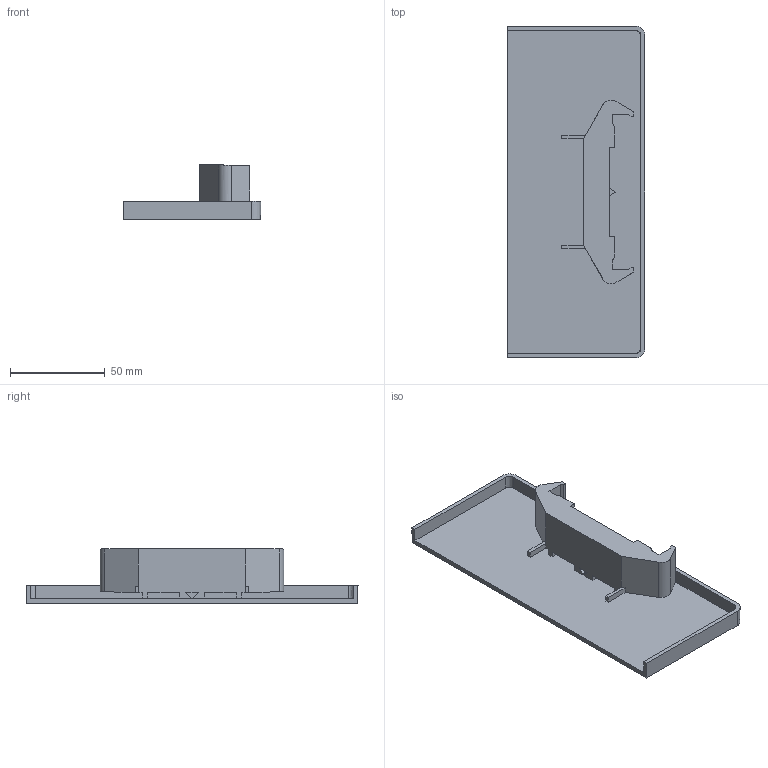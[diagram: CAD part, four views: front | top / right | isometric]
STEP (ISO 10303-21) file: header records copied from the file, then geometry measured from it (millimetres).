
FILE_DESCRIPTION (( 'STEP AP214' ), '1' );
FILE_NAME ('6274774.stp', '2016-06-20T14:22:29', ( '' ), ( '' ), 'SwSTEP 2.0', 'SolidWorks 2014', '' );
FILE_SCHEMA (( 'AUTOMOTIVE_DESIGN' ));
Length unit declared in the file: millimetre
Products named in the file (3): 004359_Standard; 004339_F黵 Zeichnung; 6274774
Assembly tree (2 placements, depth 2):
  6274774
    004339_F黵 Zeichnung
    004359_Standard
Bounding box: 72.67 x 174.93 x 28.89 mm (x, y, z)
Volume: 56097.1 mm3; surface area: 41674 mm2
Topology: 2 solids, 2 shells, 80 faces, 226 edges, 150 vertices
Faces by surface type: plane 69, cylinder 7, cone 4
Entity records: 3532 total; most frequent: CARTESIAN_POINT 503, ORIENTED_EDGE 452, DIRECTION 390, EDGE_CURVE 226, VECTOR 204, LINE 204, VERTEX_POINT 150, AXIS2_PLACEMENT_3D 93
